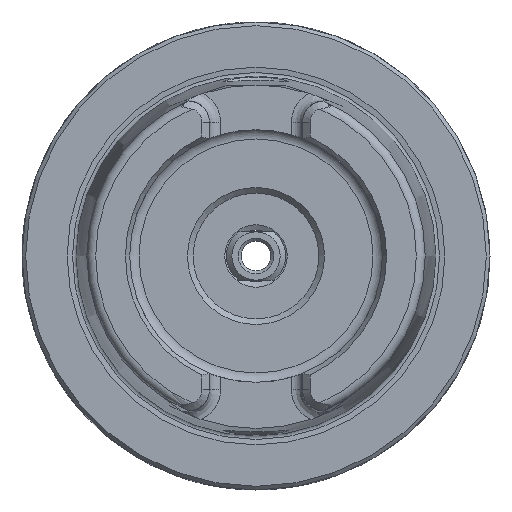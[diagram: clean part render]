
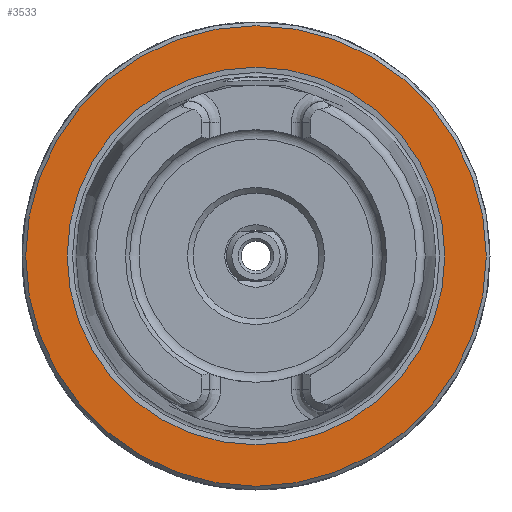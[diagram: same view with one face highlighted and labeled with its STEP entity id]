
A CAD part, left-side view. The second image highlights one B-rep face of the part: STEP entity #3533.
In plain terms, the highlighted planar face has unit normal (-1, 0, 0).
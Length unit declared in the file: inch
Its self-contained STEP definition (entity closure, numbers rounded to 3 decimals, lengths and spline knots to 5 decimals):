
#3499=CARTESIAN_POINT('',(0.0,31.,0.));
#3500=VERTEX_POINT('',#3499);
#3501=CARTESIAN_POINT('',(0.0,0.0,0.0));
#3502=DIRECTION('',(1.0,0.0,0.0));
#3503=DIRECTION('',(0.0,-1.0,0.0));
#3504=AXIS2_PLACEMENT_3D('',#3501,#3502,#3503);
#3505=CIRCLE('',#3504,31.);
#3506=EDGE_CURVE('',#3500,#3500,#3505,.T.);
#3514=CARTESIAN_POINT('',(0.0,15.75,0.0));
#3515=DIRECTION('',(-1.0,0.0,0.0));
#3516=DIRECTION('',(0.0,0.0,1.0));
#3517=AXIS2_PLACEMENT_3D('',#3514,#3515,#3516);
#3518=PLANE('',#3517);
#3519=ORIENTED_EDGE('',*,*,#3506,.F.);
#3520=EDGE_LOOP('',(#3519));
#3521=FACE_OUTER_BOUND('',#3520,.T.);
#3522=CARTESIAN_POINT('',(0.0,25.42043,0.0));
#3523=VERTEX_POINT('',#3522);
#3524=CARTESIAN_POINT('',(0.0,0.0,0.0));
#3525=DIRECTION('',(1.0,0.0,0.0));
#3526=DIRECTION('',(0.0,1.0,0.0));
#3527=AXIS2_PLACEMENT_3D('',#3524,#3525,#3526);
#3528=CIRCLE('',#3527,25.42043);
#3529=EDGE_CURVE('',#3523,#3523,#3528,.T.);
#3530=ORIENTED_EDGE('',*,*,#3529,.T.);
#3531=EDGE_LOOP('',(#3530));
#3532=FACE_BOUND('',#3531,.T.);
#3533=ADVANCED_FACE('',(#3521,#3532),#3518,.T.);
